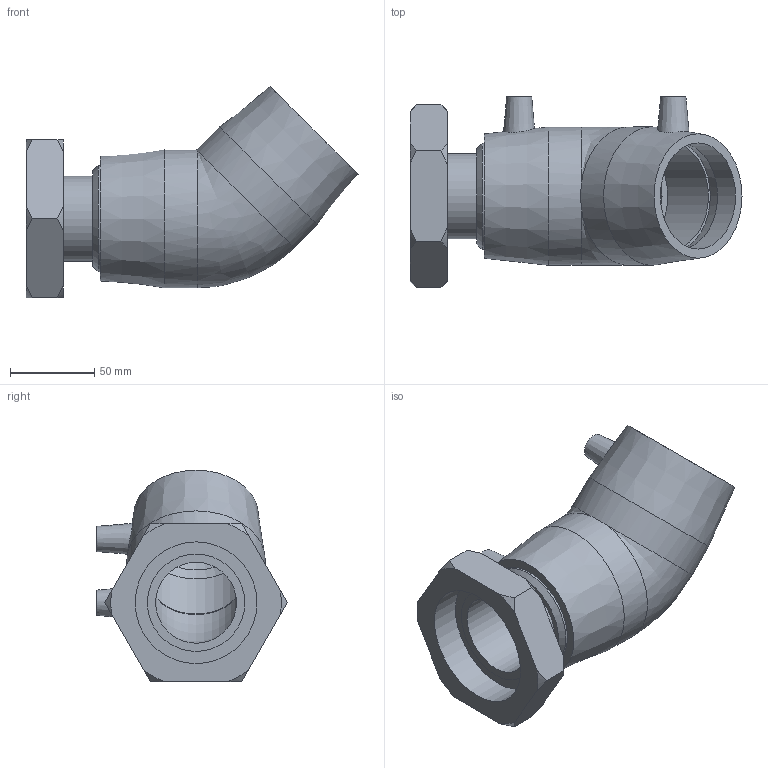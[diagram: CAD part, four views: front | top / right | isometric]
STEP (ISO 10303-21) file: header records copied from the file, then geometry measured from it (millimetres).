
FILE_DESCRIPTION(/* description */ ('PLASSON 45° ELBOW FEMALE FREE NUT TRANSITION 63-2.1/2"'),/* implementation_level */ '2;1');
FILE_NAME(/* name */ '494604063025.ipt.stp',/* time_stamp */ '2017-11-06T09:17:41+02:00',/* author */ ('KIM'),/* organization */ (''),/* preprocessor_version */ 'ST-DEVELOPER v15.6',/* originating_system */ 'Autodesk Inventor 2015',/* authorisation */ '');
FILE_SCHEMA (('AUTOMOTIVE_DESIGN { 1 0 10303 214 3 1 1 }'));
Length unit declared in the file: millimetre
Products named in the file (1): 494604063025
Bounding box: 197 x 113.17 x 125.57 mm (x, y, z)
Volume: 486473.9 mm3; surface area: 104442.4 mm2
Topology: 1 solids, 2 shells, 60 faces, 138 edges, 91 vertices
Faces by surface type: plane 23, cone 19, cylinder 16, bspline 1, torus 1
Full cylindrical faces by diameter (mm): 4 x2, 10 x2, 48 x1, 50.558 x1, 53.55 x2, 57.781 x1, 63 x4, 72.226 x1, 82 x2
Entity records: 1534 total; most frequent: CARTESIAN_POINT 374, DIRECTION 242, ORIENTED_EDGE 192, AXIS2_PLACEMENT_3D 112, EDGE_LOOP 101, EDGE_CURVE 96, VERTEX_POINT 77, FACE_OUTER_BOUND 60
